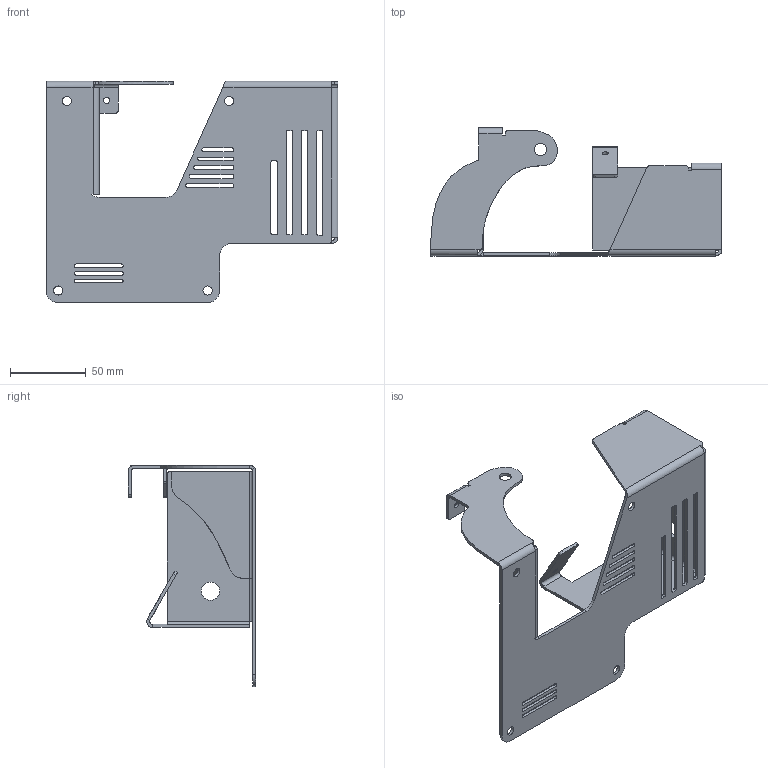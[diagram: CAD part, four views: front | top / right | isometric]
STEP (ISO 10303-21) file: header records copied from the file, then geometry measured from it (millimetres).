
FILE_DESCRIPTION(/* description */ (''),/* implementation_level */ '2;1');
FILE_NAME(/* name */ 'Snug squiddo Corrected.step',/* time_stamp */ '2019-11-11T11:55:33+01:00',/* author */ (''),/* organization */ (''),/* preprocessor_version */ 'ST-DEVELOPER v18',/* originating_system */ 'Autodesk Translation Framework v8.9.1.1155',/* authorisation */ '');
FILE_SCHEMA (('AUTOMOTIVE_DESIGN { 1 0 10303 214 3 1 1 }'));
Length unit declared in the file: millimetre
Products named in the file (1): Snug squiddoFINAL v6
Bounding box: 192.49 x 84.39 x 145.92 mm (x, y, z)
Volume: 77021.9 mm3; surface area: 82725.4 mm2
Topology: 1 solids, 1 shells, 213 faces, 589 edges, 378 vertices
Faces by surface type: plane 114, cylinder 91, bspline 8
Full cylindrical faces by diameter (mm): 4 x3, 6 x4, 8 x1, 12 x1
Entity records: 7239 total; most frequent: CARTESIAN_POINT 1581, ORIENTED_EDGE 1178, DIRECTION 1165, EDGE_CURVE 589, LINE 393, VECTOR 393, AXIS2_PLACEMENT_3D 386, VERTEX_POINT 378
